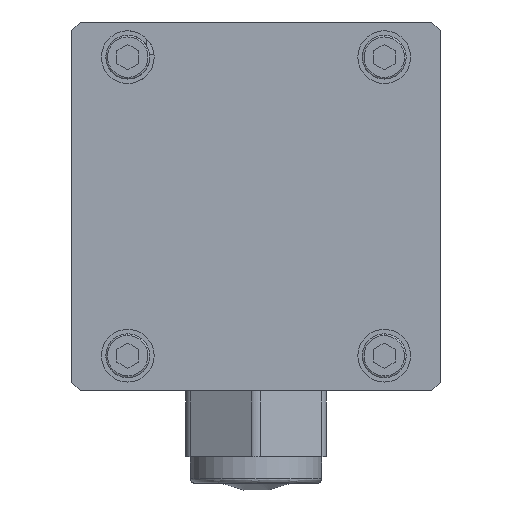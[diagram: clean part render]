
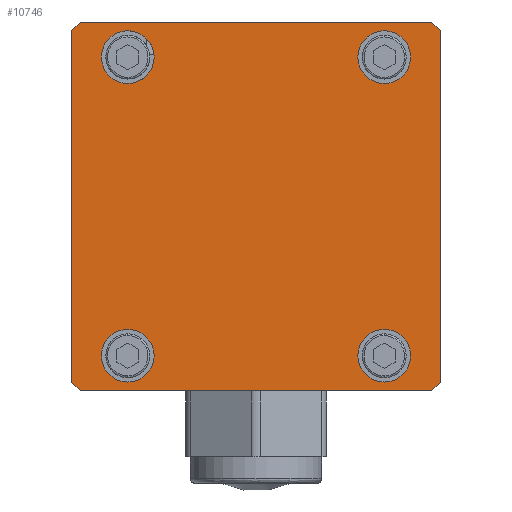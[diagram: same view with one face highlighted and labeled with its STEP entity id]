
A CAD part, front view. The second image highlights one B-rep face of the part: STEP entity #10746.
In plain terms, the highlighted planar face has unit normal (0, -1, 0).
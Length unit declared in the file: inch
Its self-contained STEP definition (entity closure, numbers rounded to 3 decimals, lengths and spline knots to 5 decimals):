
#193 = LINE ( 'NONE', #15510, #1832 ) ;
#802 = FACE_BOUND ( 'NONE', #3283, .T. ) ;
#853 = VERTEX_POINT ( 'NONE', #16319 ) ;
#854 = DIRECTION ( 'NONE',  ( 0., -1., 0. ) ) ;
#867 = CARTESIAN_POINT ( 'NONE',  ( 0.82677, -0.55118, -0.7874 ) ) ;
#985 = AXIS2_PLACEMENT_3D ( 'NONE', #9021, #1312, #6476 ) ;
#1013 = CIRCLE ( 'NONE', #7519, 0.11811 ) ;
#1196 = DIRECTION ( 'NONE',  ( -1., 0., 0. ) ) ;
#1312 = DIRECTION ( 'NONE',  ( 0., -1., 0. ) ) ;
#1550 = EDGE_CURVE ( 'NONE', #1639, #9953, #7210, .T. ) ;
#1639 = VERTEX_POINT ( 'NONE', #5772 ) ;
#1832 = VECTOR ( 'NONE', #3915, 39.37008 ) ;
#1979 = CARTESIAN_POINT ( 'NONE',  ( -0.82677, -0.55118, 0.7874 ) ) ;
#2078 = PLANE ( 'NONE',  #13096 ) ;
#2415 = CARTESIAN_POINT ( 'NONE',  ( 0., -0.55118, 0. ) ) ;
#2674 = VERTEX_POINT ( 'NONE', #3254 ) ;
#2721 = DIRECTION ( 'NONE',  ( 0., -1., 0. ) ) ;
#2887 = ORIENTED_EDGE ( 'NONE', *, *, #16285, .F. ) ;
#3003 = ORIENTED_EDGE ( 'NONE', *, *, #14677, .F. ) ;
#3010 = CARTESIAN_POINT ( 'NONE',  ( -0.82677, -0.55118, 0. ) ) ;
#3071 = DIRECTION ( 'NONE',  ( -1., 0., 0. ) ) ;
#3107 = EDGE_CURVE ( 'NONE', #5995, #6059, #1013, .T. ) ;
#3155 = AXIS2_PLACEMENT_3D ( 'NONE', #7165, #16044, #8516 ) ;
#3245 = CARTESIAN_POINT ( 'NONE',  ( -0.7874, -0.55118, 0.82677 ) ) ;
#3254 = CARTESIAN_POINT ( 'NONE',  ( 0.5748, -0.55118, -0.7874 ) ) ;
#3283 = EDGE_LOOP ( 'NONE', ( #5075, #16125 ) ) ;
#3586 = FACE_BOUND ( 'NONE', #8630, .T. ) ;
#3915 = DIRECTION ( 'NONE',  ( 0.707, 0., -0.707 ) ) ;
#4078 = LINE ( 'NONE', #14399, #16413 ) ;
#4130 = DIRECTION ( 'NONE',  ( 0., 0., -1. ) ) ;
#4159 = DIRECTION ( 'NONE',  ( 0., 0., -1. ) ) ;
#4783 = DIRECTION ( 'NONE',  ( 0., 0., 1. ) ) ;
#4980 = CARTESIAN_POINT ( 'NONE',  ( 0.7874, -0.55118, -0.82677 ) ) ;
#5075 = ORIENTED_EDGE ( 'NONE', *, *, #9052, .F. ) ;
#5117 = AXIS2_PLACEMENT_3D ( 'NONE', #12649, #14923, #7401 ) ;
#5370 = LINE ( 'NONE', #15677, #9039 ) ;
#5505 = CIRCLE ( 'NONE', #15756, 0.11811 ) ;
#5713 = ORIENTED_EDGE ( 'NONE', *, *, #9502, .F. ) ;
#5772 = CARTESIAN_POINT ( 'NONE',  ( 0.7874, -0.55118, 0.82677 ) ) ;
#5829 = CARTESIAN_POINT ( 'NONE',  ( 0.5748, -0.55118, -0.55118 ) ) ;
#5900 = EDGE_CURVE ( 'NONE', #15310, #9530, #14592, .T. ) ;
#5995 = VERTEX_POINT ( 'NONE', #13541 ) ;
#6059 = VERTEX_POINT ( 'NONE', #9981 ) ;
#6194 = CIRCLE ( 'NONE', #5117, 0.11811 ) ;
#6269 = DIRECTION ( 'NONE',  ( 0., 0., -1. ) ) ;
#6404 = CIRCLE ( 'NONE', #985, 0.11811 ) ;
#6476 = DIRECTION ( 'NONE',  ( 0., 0., -1. ) ) ;
#6614 = EDGE_CURVE ( 'NONE', #13781, #13999, #12886, .T. ) ;
#6840 = CARTESIAN_POINT ( 'NONE',  ( -0.5748, -0.55118, 0.66929 ) ) ;
#7081 = CARTESIAN_POINT ( 'NONE',  ( -0.7874, -0.55118, -0.82677 ) ) ;
#7165 = CARTESIAN_POINT ( 'NONE',  ( 0.5748, -0.55118, 0.66929 ) ) ;
#7210 = LINE ( 'NONE', #16088, #10725 ) ;
#7263 = EDGE_CURVE ( 'NONE', #15369, #853, #10314, .T. ) ;
#7274 = DIRECTION ( 'NONE',  ( 0., -1., 0. ) ) ;
#7332 = DIRECTION ( 'NONE',  ( 0., 1., 0. ) ) ;
#7401 = DIRECTION ( 'NONE',  ( 0., 0., -1. ) ) ;
#7465 = EDGE_CURVE ( 'NONE', #1639, #15271, #14834, .T. ) ;
#7519 = AXIS2_PLACEMENT_3D ( 'NONE', #8910, #854, #8821 ) ;
#7760 = AXIS2_PLACEMENT_3D ( 'NONE', #10999, #7274, #6269 ) ;
#7867 = DIRECTION ( 'NONE',  ( 0.707, 0., 0.707 ) ) ;
#8064 = ORIENTED_EDGE ( 'NONE', *, *, #14376, .F. ) ;
#8181 = VERTEX_POINT ( 'NONE', #15209 ) ;
#8250 = EDGE_LOOP ( 'NONE', ( #8428, #9050, #12434, #3003, #10889, #13121, #9136, #5713 ) ) ;
#8428 = ORIENTED_EDGE ( 'NONE', *, *, #15611, .T. ) ;
#8432 = VECTOR ( 'NONE', #3071, 39.37008 ) ;
#8516 = DIRECTION ( 'NONE',  ( 0., 0., -1. ) ) ;
#8603 = FACE_BOUND ( 'NONE', #16073, .T. ) ;
#8630 = EDGE_LOOP ( 'NONE', ( #13671, #10541 ) ) ;
#8674 = CARTESIAN_POINT ( 'NONE',  ( -0.5748, -0.55118, -0.55118 ) ) ;
#8693 = CARTESIAN_POINT ( 'NONE',  ( 0.82677, -0.55118, 0.7874 ) ) ;
#8821 = DIRECTION ( 'NONE',  ( 0., 0., -1. ) ) ;
#8910 = CARTESIAN_POINT ( 'NONE',  ( 0.5748, -0.55118, 0.66929 ) ) ;
#8935 = DIRECTION ( 'NONE',  ( -0.707, 0., -0.707 ) ) ;
#9000 = CARTESIAN_POINT ( 'NONE',  ( -0.5748, -0.55118, 0.7874 ) ) ;
#9021 = CARTESIAN_POINT ( 'NONE',  ( -0.5748, -0.55118, -0.66929 ) ) ;
#9039 = VECTOR ( 'NONE', #8935, 39.37008 ) ;
#9050 = ORIENTED_EDGE ( 'NONE', *, *, #6614, .F. ) ;
#9052 = EDGE_CURVE ( 'NONE', #853, #15369, #5505, .T. ) ;
#9136 = ORIENTED_EDGE ( 'NONE', *, *, #10938, .T. ) ;
#9150 = CARTESIAN_POINT ( 'NONE',  ( -0.5748, -0.55118, -0.66929 ) ) ;
#9219 = VECTOR ( 'NONE', #1196, 39.37008 ) ;
#9222 = VERTEX_POINT ( 'NONE', #5829 ) ;
#9344 = DIRECTION ( 'NONE',  ( 0., -1., 0. ) ) ;
#9502 = EDGE_CURVE ( 'NONE', #8181, #16400, #14684, .T. ) ;
#9530 = VERTEX_POINT ( 'NONE', #13917 ) ;
#9953 = VERTEX_POINT ( 'NONE', #8693 ) ;
#9981 = CARTESIAN_POINT ( 'NONE',  ( 0.5748, -0.55118, 0.7874 ) ) ;
#9997 = AXIS2_PLACEMENT_3D ( 'NONE', #9150, #2721, #14383 ) ;
#10314 = CIRCLE ( 'NONE', #12748, 0.11811 ) ;
#10461 = CIRCLE ( 'NONE', #3155, 0.11811 ) ;
#10541 = ORIENTED_EDGE ( 'NONE', *, *, #13305, .F. ) ;
#10725 = VECTOR ( 'NONE', #14989, 39.37008 ) ;
#10746 = ADVANCED_FACE ( 'NONE', ( #12411, #802, #8603, #12659, #3586 ), #2078, .F. ) ;
#10889 = ORIENTED_EDGE ( 'NONE', *, *, #1550, .F. ) ;
#10925 = VECTOR ( 'NONE', #16122, 39.37008 ) ;
#10938 = EDGE_CURVE ( 'NONE', #15271, #16400, #5370, .T. ) ;
#10999 = CARTESIAN_POINT ( 'NONE',  ( 0.5748, -0.55118, -0.66929 ) ) ;
#11278 = CIRCLE ( 'NONE', #7760, 0.11811 ) ;
#11541 = CARTESIAN_POINT ( 'NONE',  ( -0.7874, -0.55118, 0.82677 ) ) ;
#11598 = LINE ( 'NONE', #12950, #15537 ) ;
#11638 = EDGE_CURVE ( 'NONE', #13781, #16359, #11598, .T. ) ;
#11899 = DIRECTION ( 'NONE',  ( 0., 0., -1. ) ) ;
#12114 = ORIENTED_EDGE ( 'NONE', *, *, #12647, .F. ) ;
#12411 = FACE_OUTER_BOUND ( 'NONE', #8250, .T. ) ;
#12434 = ORIENTED_EDGE ( 'NONE', *, *, #11638, .T. ) ;
#12647 = EDGE_CURVE ( 'NONE', #2674, #9222, #11278, .T. ) ;
#12649 = CARTESIAN_POINT ( 'NONE',  ( 0.5748, -0.55118, -0.66929 ) ) ;
#12659 = FACE_BOUND ( 'NONE', #14720, .T. ) ;
#12748 = AXIS2_PLACEMENT_3D ( 'NONE', #15681, #9344, #11899 ) ;
#12886 = LINE ( 'NONE', #14392, #9219 ) ;
#12950 = CARTESIAN_POINT ( 'NONE',  ( 0.82677, -0.55118, -0.7874 ) ) ;
#13096 = AXIS2_PLACEMENT_3D ( 'NONE', #2415, #7332, #4783 ) ;
#13121 = ORIENTED_EDGE ( 'NONE', *, *, #7465, .T. ) ;
#13305 = EDGE_CURVE ( 'NONE', #6059, #5995, #10461, .T. ) ;
#13541 = CARTESIAN_POINT ( 'NONE',  ( 0.5748, -0.55118, 0.55118 ) ) ;
#13671 = ORIENTED_EDGE ( 'NONE', *, *, #3107, .F. ) ;
#13781 = VERTEX_POINT ( 'NONE', #4980 ) ;
#13917 = CARTESIAN_POINT ( 'NONE',  ( -0.5748, -0.55118, -0.7874 ) ) ;
#13999 = VERTEX_POINT ( 'NONE', #7081 ) ;
#14376 = EDGE_CURVE ( 'NONE', #9530, #15310, #6404, .T. ) ;
#14383 = DIRECTION ( 'NONE',  ( 0., 0., -1. ) ) ;
#14392 = CARTESIAN_POINT ( 'NONE',  ( 0., -0.55118, -0.82677 ) ) ;
#14399 = CARTESIAN_POINT ( 'NONE',  ( 0.82677, -0.55118, 0. ) ) ;
#14592 = CIRCLE ( 'NONE', #9997, 0.11811 ) ;
#14677 = EDGE_CURVE ( 'NONE', #9953, #16359, #4078, .T. ) ;
#14684 = LINE ( 'NONE', #3010, #10925 ) ;
#14720 = EDGE_LOOP ( 'NONE', ( #8064, #16753 ) ) ;
#14834 = LINE ( 'NONE', #3245, #8432 ) ;
#14923 = DIRECTION ( 'NONE',  ( 0., -1., 0. ) ) ;
#14989 = DIRECTION ( 'NONE',  ( 0.707, 0., -0.707 ) ) ;
#15209 = CARTESIAN_POINT ( 'NONE',  ( -0.82677, -0.55118, -0.7874 ) ) ;
#15271 = VERTEX_POINT ( 'NONE', #11541 ) ;
#15310 = VERTEX_POINT ( 'NONE', #8674 ) ;
#15369 = VERTEX_POINT ( 'NONE', #9000 ) ;
#15510 = CARTESIAN_POINT ( 'NONE',  ( -0.7874, -0.55118, -0.82677 ) ) ;
#15537 = VECTOR ( 'NONE', #7867, 39.37008 ) ;
#15611 = EDGE_CURVE ( 'NONE', #8181, #13999, #193, .T. ) ;
#15677 = CARTESIAN_POINT ( 'NONE',  ( -0.82677, -0.55118, 0.7874 ) ) ;
#15681 = CARTESIAN_POINT ( 'NONE',  ( -0.5748, -0.55118, 0.66929 ) ) ;
#15715 = DIRECTION ( 'NONE',  ( 0., -1., 0. ) ) ;
#15756 = AXIS2_PLACEMENT_3D ( 'NONE', #6840, #15715, #4130 ) ;
#16044 = DIRECTION ( 'NONE',  ( 0., -1., 0. ) ) ;
#16073 = EDGE_LOOP ( 'NONE', ( #12114, #2887 ) ) ;
#16088 = CARTESIAN_POINT ( 'NONE',  ( 0.7874, -0.55118, 0.82677 ) ) ;
#16122 = DIRECTION ( 'NONE',  ( 0., 0., 1. ) ) ;
#16125 = ORIENTED_EDGE ( 'NONE', *, *, #7263, .F. ) ;
#16285 = EDGE_CURVE ( 'NONE', #9222, #2674, #6194, .T. ) ;
#16319 = CARTESIAN_POINT ( 'NONE',  ( -0.5748, -0.55118, 0.55118 ) ) ;
#16359 = VERTEX_POINT ( 'NONE', #867 ) ;
#16400 = VERTEX_POINT ( 'NONE', #1979 ) ;
#16413 = VECTOR ( 'NONE', #4159, 39.37008 ) ;
#16753 = ORIENTED_EDGE ( 'NONE', *, *, #5900, .F. ) ;
